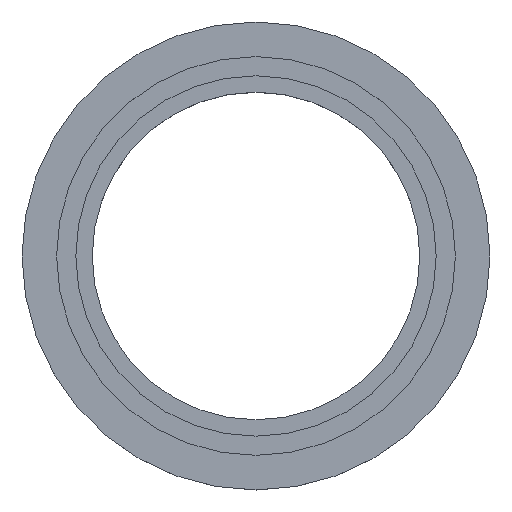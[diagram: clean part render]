
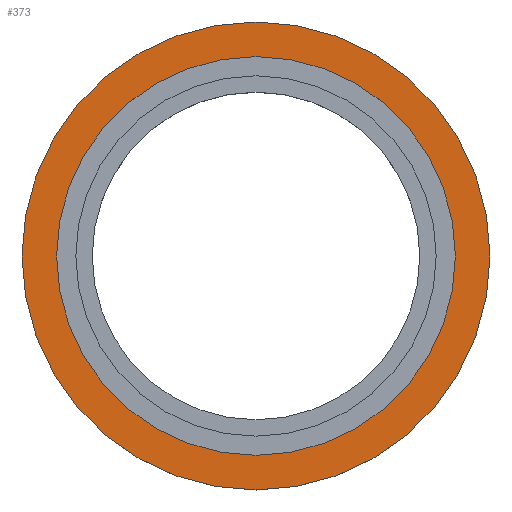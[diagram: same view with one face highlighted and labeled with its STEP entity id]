
A CAD part, top view. The second image highlights one B-rep face of the part: STEP entity #373.
In plain terms, the highlighted planar face has unit normal (0, 0, 1).
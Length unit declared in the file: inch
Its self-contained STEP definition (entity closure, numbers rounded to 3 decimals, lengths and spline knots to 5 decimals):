
#4 = DIRECTION ( 'NONE',  ( 0., 1., 0. ) ) ;
#52 = VERTEX_POINT ( 'NONE', #610 ) ;
#85 = CARTESIAN_POINT ( 'NONE',  ( 0., 0., 0.1378 ) ) ;
#88 = CARTESIAN_POINT ( 'NONE',  ( 0., -0.98425, 0.1378 ) ) ;
#109 = AXIS2_PLACEMENT_3D ( 'NONE', #235, #475, #381 ) ;
#110 = EDGE_CURVE ( 'NONE', #623, #520, #614, .T. ) ;
#119 = DIRECTION ( 'NONE',  ( 0., 0., -1. ) ) ;
#139 = FACE_OUTER_BOUND ( 'NONE', #483, .T. ) ;
#173 = ORIENTED_EDGE ( 'NONE', *, *, #504, .T. ) ;
#184 = DIRECTION ( 'NONE',  ( 0., -1., 0. ) ) ;
#188 = CARTESIAN_POINT ( 'NONE',  ( 0., 0., 0.1378 ) ) ;
#189 = VERTEX_POINT ( 'NONE', #88 ) ;
#194 = DIRECTION ( 'NONE',  ( 0., 1., 0. ) ) ;
#230 = PLANE ( 'NONE',  #593 ) ;
#235 = CARTESIAN_POINT ( 'NONE',  ( 0., 0., 0.1378 ) ) ;
#236 = EDGE_LOOP ( 'NONE', ( #173, #342 ) ) ;
#244 = AXIS2_PLACEMENT_3D ( 'NONE', #484, #245, #4 ) ;
#245 = DIRECTION ( 'NONE',  ( 0., 0., -1. ) ) ;
#264 = AXIS2_PLACEMENT_3D ( 'NONE', #188, #430, #194 ) ;
#284 = CIRCLE ( 'NONE', #109, 0.98425 ) ;
#328 = ORIENTED_EDGE ( 'NONE', *, *, #457, .F. ) ;
#336 = AXIS2_PLACEMENT_3D ( 'NONE', #85, #119, #352 ) ;
#342 = ORIENTED_EDGE ( 'NONE', *, *, #110, .T. ) ;
#348 = CARTESIAN_POINT ( 'NONE',  ( 0., -0.83858, 0.1378 ) ) ;
#350 = CIRCLE ( 'NONE', #264, 0.83858 ) ;
#352 = DIRECTION ( 'NONE',  ( 0., 1., 0. ) ) ;
#373 = ADVANCED_FACE ( 'NONE', ( #429, #139 ), #230, .T. ) ;
#381 = DIRECTION ( 'NONE',  ( 0., 1., 0. ) ) ;
#429 = FACE_BOUND ( 'NONE', #236, .T. ) ;
#430 = DIRECTION ( 'NONE',  ( 0., 0., -1. ) ) ;
#444 = CIRCLE ( 'NONE', #244, 0.98425 ) ;
#447 = EDGE_CURVE ( 'NONE', #52, #189, #284, .T. ) ;
#457 = EDGE_CURVE ( 'NONE', #189, #52, #444, .T. ) ;
#475 = DIRECTION ( 'NONE',  ( 0., 0., -1. ) ) ;
#483 = EDGE_LOOP ( 'NONE', ( #612, #328 ) ) ;
#484 = CARTESIAN_POINT ( 'NONE',  ( 0., 0., 0.1378 ) ) ;
#504 = EDGE_CURVE ( 'NONE', #520, #623, #350, .T. ) ;
#520 = VERTEX_POINT ( 'NONE', #578 ) ;
#521 = CARTESIAN_POINT ( 'NONE',  ( 0., 0.83858, 0.1378 ) ) ;
#577 = DIRECTION ( 'NONE',  ( 0., 0., 1. ) ) ;
#578 = CARTESIAN_POINT ( 'NONE',  ( 0., 0.83858, 0.1378 ) ) ;
#593 = AXIS2_PLACEMENT_3D ( 'NONE', #521, #577, #184 ) ;
#610 = CARTESIAN_POINT ( 'NONE',  ( 0., 0.98425, 0.1378 ) ) ;
#612 = ORIENTED_EDGE ( 'NONE', *, *, #447, .F. ) ;
#614 = CIRCLE ( 'NONE', #336, 0.83858 ) ;
#623 = VERTEX_POINT ( 'NONE', #348 ) ;
